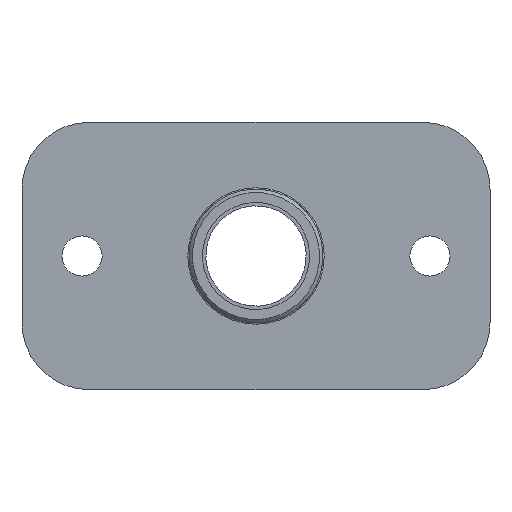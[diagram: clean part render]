
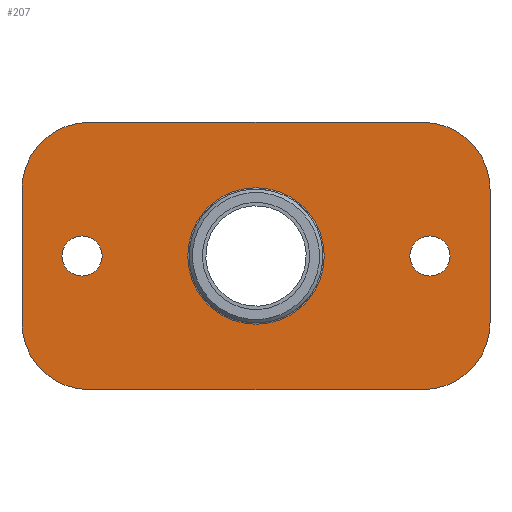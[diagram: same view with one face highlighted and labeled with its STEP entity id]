
A CAD part, front view. The second image highlights one B-rep face of the part: STEP entity #207.
In plain terms, the highlighted planar face has unit normal (0, -1, 0).
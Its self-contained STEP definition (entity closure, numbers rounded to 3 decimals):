
#13 = VERTEX_POINT ( 'NONE', #1050 ) ;
#43 = LINE ( 'NONE', #263, #994 ) ;
#45 = EDGE_CURVE ( 'NONE', #1357, #1357, #172, .T. ) ;
#65 = ORIENTED_EDGE ( 'NONE', *, *, #1087, .F. ) ;
#71 = VERTEX_POINT ( 'NONE', #698 ) ;
#73 = EDGE_CURVE ( 'NONE', #221, #782, #397, .T. ) ;
#127 = DIRECTION ( 'NONE',  ( 0., 1., 0. ) ) ;
#138 = DIRECTION ( 'NONE',  ( 0., 0., 1. ) ) ;
#142 = CARTESIAN_POINT ( 'NONE',  ( -24.975, 0., -9.975 ) ) ;
#161 = EDGE_CURVE ( 'NONE', #390, #1122, #332, .T. ) ;
#172 = CIRCLE ( 'NONE', #1124, 3. ) ;
#207 = ADVANCED_FACE ( 'NONE', ( #421, #530, #743, #434 ), #241, .F. ) ;
#221 = VERTEX_POINT ( 'NONE', #671 ) ;
#225 = DIRECTION ( 'NONE',  ( 0., 1., 0. ) ) ;
#228 = ORIENTED_EDGE ( 'NONE', *, *, #161, .F. ) ;
#241 = PLANE ( 'NONE',  #621 ) ;
#247 = ORIENTED_EDGE ( 'NONE', *, *, #1306, .T. ) ;
#263 = CARTESIAN_POINT ( 'NONE',  ( 34.975, 0., -9.975 ) ) ;
#272 = CIRCLE ( 'NONE', #1089, 10. ) ;
#276 = DIRECTION ( 'NONE',  ( 0., 1., 0. ) ) ;
#300 = EDGE_LOOP ( 'NONE', ( #1174, #228, #1409, #613, #1414, #1085, #1207, #65 ) ) ;
#317 = EDGE_CURVE ( 'NONE', #1240, #1240, #922, .T. ) ;
#332 = LINE ( 'NONE', #767, #603 ) ;
#348 = VECTOR ( 'NONE', #1329, 1000. ) ;
#377 = AXIS2_PLACEMENT_3D ( 'NONE', #828, #1270, #1363 ) ;
#390 = VERTEX_POINT ( 'NONE', #701 ) ;
#397 = CIRCLE ( 'NONE', #377, 10. ) ;
#400 = DIRECTION ( 'NONE',  ( 0., 0., 1. ) ) ;
#421 = FACE_BOUND ( 'NONE', #543, .T. ) ;
#434 = FACE_OUTER_BOUND ( 'NONE', #300, .T. ) ;
#448 = DIRECTION ( 'NONE',  ( 0., 0., 1. ) ) ;
#475 = CARTESIAN_POINT ( 'NONE',  ( -24.975, 0., 9.975 ) ) ;
#478 = DIRECTION ( 'NONE',  ( 0., 0., -1. ) ) ;
#486 = VERTEX_POINT ( 'NONE', #1349 ) ;
#492 = CARTESIAN_POINT ( 'NONE',  ( 26., 0., 3. ) ) ;
#493 = CARTESIAN_POINT ( 'NONE',  ( -24.975, 0., 19.975 ) ) ;
#497 = CARTESIAN_POINT ( 'NONE',  ( 34.975, 0., 9.975 ) ) ;
#502 = AXIS2_PLACEMENT_3D ( 'NONE', #1351, #552, #575 ) ;
#530 = FACE_BOUND ( 'NONE', #1184, .T. ) ;
#543 = EDGE_LOOP ( 'NONE', ( #247 ) ) ;
#552 = DIRECTION ( 'NONE',  ( 0., 1., 0. ) ) ;
#557 = CARTESIAN_POINT ( 'NONE',  ( 34.975, 0., -9.975 ) ) ;
#561 = AXIS2_PLACEMENT_3D ( 'NONE', #475, #276, #400 ) ;
#575 = DIRECTION ( 'NONE',  ( 0., 0., -1. ) ) ;
#598 = CARTESIAN_POINT ( 'NONE',  ( -26., 0., 0. ) ) ;
#603 = VECTOR ( 'NONE', #1210, 1000. ) ;
#613 = ORIENTED_EDGE ( 'NONE', *, *, #1227, .F. ) ;
#621 = AXIS2_PLACEMENT_3D ( 'NONE', #1345, #796, #138 ) ;
#635 = EDGE_CURVE ( 'NONE', #973, #13, #832, .T. ) ;
#648 = LINE ( 'NONE', #992, #348 ) ;
#656 = DIRECTION ( 'NONE',  ( 0., 0., 1. ) ) ;
#671 = CARTESIAN_POINT ( 'NONE',  ( 24.975, 0., 19.975 ) ) ;
#698 = CARTESIAN_POINT ( 'NONE',  ( -24.975, 0., -19.975 ) ) ;
#701 = CARTESIAN_POINT ( 'NONE',  ( -34.975, 0., -9.975 ) ) ;
#710 = CARTESIAN_POINT ( 'NONE',  ( -34.975, 0., 9.975 ) ) ;
#725 = CARTESIAN_POINT ( 'NONE',  ( 0., 0., 10.2 ) ) ;
#743 = FACE_BOUND ( 'NONE', #1037, .T. ) ;
#761 = CARTESIAN_POINT ( 'NONE',  ( 0., 0., 0. ) ) ;
#767 = CARTESIAN_POINT ( 'NONE',  ( -34.975, 0., -9.975 ) ) ;
#782 = VERTEX_POINT ( 'NONE', #497 ) ;
#792 = EDGE_CURVE ( 'NONE', #1122, #486, #851, .T. ) ;
#796 = DIRECTION ( 'NONE',  ( 0., 1., 0. ) ) ;
#813 = DIRECTION ( 'NONE',  ( 1., 0., 0. ) ) ;
#817 = ORIENTED_EDGE ( 'NONE', *, *, #45, .T. ) ;
#828 = CARTESIAN_POINT ( 'NONE',  ( 24.975, 0., 9.975 ) ) ;
#832 = CIRCLE ( 'NONE', #502, 10. ) ;
#840 = DIRECTION ( 'NONE',  ( 0., 0., 1. ) ) ;
#851 = CIRCLE ( 'NONE', #561, 10. ) ;
#862 = AXIS2_PLACEMENT_3D ( 'NONE', #761, #225, #656 ) ;
#922 = CIRCLE ( 'NONE', #1394, 3. ) ;
#973 = VERTEX_POINT ( 'NONE', #557 ) ;
#992 = CARTESIAN_POINT ( 'NONE',  ( -24.975, 0., -19.975 ) ) ;
#994 = VECTOR ( 'NONE', #478, 1000. ) ;
#1037 = EDGE_LOOP ( 'NONE', ( #817 ) ) ;
#1041 = EDGE_CURVE ( 'NONE', #71, #390, #272, .T. ) ;
#1050 = CARTESIAN_POINT ( 'NONE',  ( 24.975, 0., -19.975 ) ) ;
#1059 = CARTESIAN_POINT ( 'NONE',  ( -26., 0., 3. ) ) ;
#1077 = EDGE_CURVE ( 'NONE', #782, #973, #43, .T. ) ;
#1085 = ORIENTED_EDGE ( 'NONE', *, *, #1077, .F. ) ;
#1087 = EDGE_CURVE ( 'NONE', #486, #221, #1384, .T. ) ;
#1089 = AXIS2_PLACEMENT_3D ( 'NONE', #142, #127, #448 ) ;
#1107 = DIRECTION ( 'NONE',  ( 0., 1., 0. ) ) ;
#1122 = VERTEX_POINT ( 'NONE', #710 ) ;
#1124 = AXIS2_PLACEMENT_3D ( 'NONE', #598, #1152, #840 ) ;
#1152 = DIRECTION ( 'NONE',  ( 0., 1., 0. ) ) ;
#1174 = ORIENTED_EDGE ( 'NONE', *, *, #792, .F. ) ;
#1178 = VERTEX_POINT ( 'NONE', #725 ) ;
#1184 = EDGE_LOOP ( 'NONE', ( #1271 ) ) ;
#1199 = DIRECTION ( 'NONE',  ( 0., 0., 1. ) ) ;
#1207 = ORIENTED_EDGE ( 'NONE', *, *, #73, .F. ) ;
#1210 = DIRECTION ( 'NONE',  ( 0., 0., 1. ) ) ;
#1215 = CARTESIAN_POINT ( 'NONE',  ( 26., 0., 0. ) ) ;
#1227 = EDGE_CURVE ( 'NONE', #13, #71, #648, .T. ) ;
#1240 = VERTEX_POINT ( 'NONE', #492 ) ;
#1270 = DIRECTION ( 'NONE',  ( 0., 1., 0. ) ) ;
#1271 = ORIENTED_EDGE ( 'NONE', *, *, #317, .T. ) ;
#1290 = CIRCLE ( 'NONE', #862, 10.2 ) ;
#1306 = EDGE_CURVE ( 'NONE', #1178, #1178, #1290, .T. ) ;
#1316 = VECTOR ( 'NONE', #813, 1000. ) ;
#1329 = DIRECTION ( 'NONE',  ( -1., 0., 0. ) ) ;
#1345 = CARTESIAN_POINT ( 'NONE',  ( -24.975, 0., 9.975 ) ) ;
#1349 = CARTESIAN_POINT ( 'NONE',  ( -24.975, 0., 19.975 ) ) ;
#1351 = CARTESIAN_POINT ( 'NONE',  ( 24.975, 0., -9.975 ) ) ;
#1357 = VERTEX_POINT ( 'NONE', #1059 ) ;
#1363 = DIRECTION ( 'NONE',  ( 0., 0., 1. ) ) ;
#1384 = LINE ( 'NONE', #493, #1316 ) ;
#1394 = AXIS2_PLACEMENT_3D ( 'NONE', #1215, #1107, #1199 ) ;
#1409 = ORIENTED_EDGE ( 'NONE', *, *, #1041, .F. ) ;
#1414 = ORIENTED_EDGE ( 'NONE', *, *, #635, .F. ) ;
